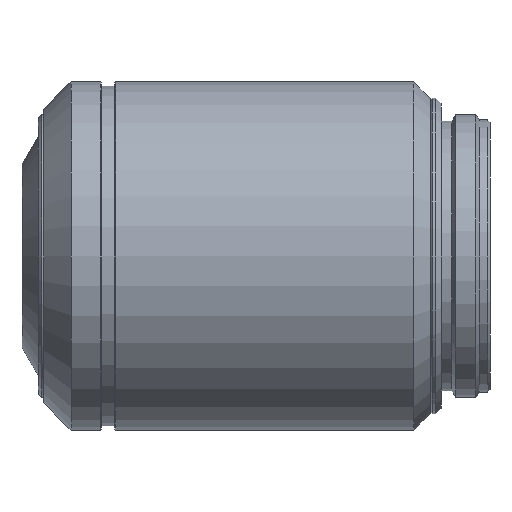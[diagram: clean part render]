
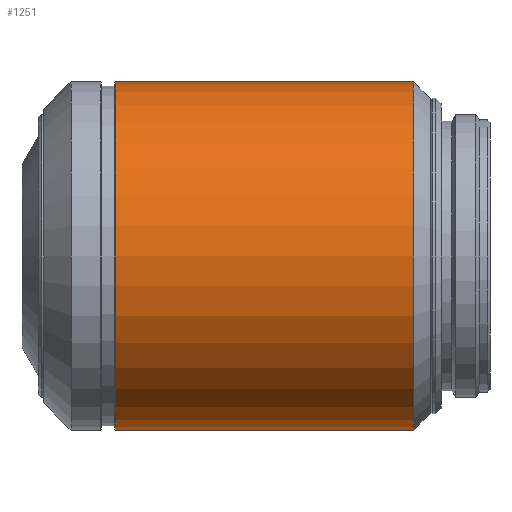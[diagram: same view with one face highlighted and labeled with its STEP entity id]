
A CAD part, front view. The second image highlights one B-rep face of the part: STEP entity #1251.
In plain terms, the highlighted cylindrical face has radius 16 mm (diameter 32 mm), a partial arc.
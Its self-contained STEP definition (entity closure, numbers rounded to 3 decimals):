
#58 = CARTESIAN_POINT ( 'NONE',  ( 15.1, 0., 0. ) ) ;
#68 = DIRECTION ( 'NONE',  ( 1., 0., 0. ) ) ;
#280 = CYLINDRICAL_SURFACE ( 'NONE', #932, 16. ) ;
#288 = FACE_OUTER_BOUND ( 'NONE', #480, .T. ) ;
#322 = AXIS2_PLACEMENT_3D ( 'NONE', #58, #514, #1443 ) ;
#374 = EDGE_CURVE ( 'NONE', #1407, #488, #543, .T. ) ;
#378 = ORIENTED_EDGE ( 'NONE', *, *, #898, .F. ) ;
#390 = ORIENTED_EDGE ( 'NONE', *, *, #374, .T. ) ;
#394 = DIRECTION ( 'NONE',  ( 0., 1., 0. ) ) ;
#410 = DIRECTION ( 'NONE',  ( 1., 0., 0. ) ) ;
#440 = VECTOR ( 'NONE', #410, 1000. ) ;
#480 = EDGE_LOOP ( 'NONE', ( #1066, #390, #608, #378 ) ) ;
#488 = VERTEX_POINT ( 'NONE', #1127 ) ;
#509 = AXIS2_PLACEMENT_3D ( 'NONE', #1433, #1332, #394 ) ;
#514 = DIRECTION ( 'NONE',  ( 1., 0., 0. ) ) ;
#543 = LINE ( 'NONE', #1472, #440 ) ;
#563 = CARTESIAN_POINT ( 'NONE',  ( 28.8, -16., 0. ) ) ;
#608 = ORIENTED_EDGE ( 'NONE', *, *, #1281, .F. ) ;
#672 = CARTESIAN_POINT ( 'NONE',  ( 15.1, -16., 0. ) ) ;
#684 = DIRECTION ( 'NONE',  ( 1., 0., 0. ) ) ;
#774 = CARTESIAN_POINT ( 'NONE',  ( 15.1, 16., 0. ) ) ;
#876 = VERTEX_POINT ( 'NONE', #1257 ) ;
#892 = LINE ( 'NONE', #563, #1465 ) ;
#898 = EDGE_CURVE ( 'NONE', #1399, #876, #892, .T. ) ;
#932 = AXIS2_PLACEMENT_3D ( 'NONE', #1078, #68, #970 ) ;
#970 = DIRECTION ( 'NONE',  ( 0., -1., 0. ) ) ;
#1066 = ORIENTED_EDGE ( 'NONE', *, *, #1305, .T. ) ;
#1078 = CARTESIAN_POINT ( 'NONE',  ( 28.8, 0., 0. ) ) ;
#1127 = CARTESIAN_POINT ( 'NONE',  ( 42.5, 16., 0. ) ) ;
#1251 = ADVANCED_FACE ( 'NONE', ( #288 ), #280, .T. ) ;
#1257 = CARTESIAN_POINT ( 'NONE',  ( 42.5, -16., 0. ) ) ;
#1281 = EDGE_CURVE ( 'NONE', #876, #488, #1460, .T. ) ;
#1305 = EDGE_CURVE ( 'NONE', #1399, #1407, #1485, .T. ) ;
#1332 = DIRECTION ( 'NONE',  ( 1., 0., 0. ) ) ;
#1399 = VERTEX_POINT ( 'NONE', #672 ) ;
#1407 = VERTEX_POINT ( 'NONE', #774 ) ;
#1433 = CARTESIAN_POINT ( 'NONE',  ( 42.5, 0., 0. ) ) ;
#1443 = DIRECTION ( 'NONE',  ( 0., 1., 0. ) ) ;
#1460 = CIRCLE ( 'NONE', #509, 16. ) ;
#1465 = VECTOR ( 'NONE', #684, 1000. ) ;
#1472 = CARTESIAN_POINT ( 'NONE',  ( 28.8, 16., 0. ) ) ;
#1485 = CIRCLE ( 'NONE', #322, 16. ) ;
